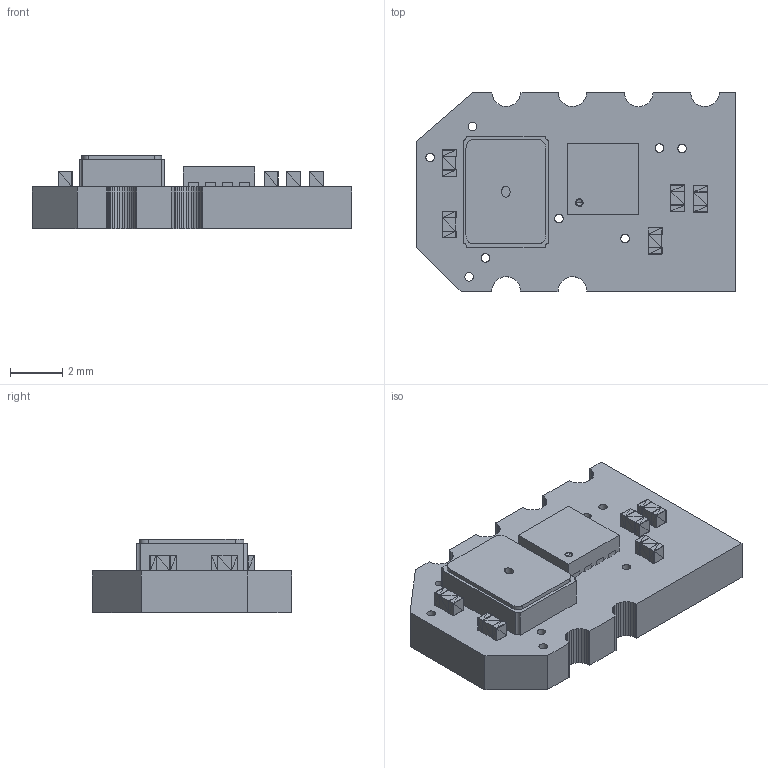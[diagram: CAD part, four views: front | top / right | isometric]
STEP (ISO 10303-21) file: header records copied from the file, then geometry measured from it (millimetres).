
FILE_DESCRIPTION(('for SolidWorks'),'2;1');
FILE_NAME('MEMs.step','2014-07-12T18:17:28',('chris'),(''), 'Open CASCADE STEP processor 6.6','Diptrace','Unknown');
FILE_SCHEMA(('AUTOMOTIVE_DESIGN { 1 0 10303 214 1 1 1 1 }'));
Length unit declared in the file: millimetre
Products named in the file (5): PCB; Board; Model_2; Model_4; cap_0402
Assembly tree (8 placements, depth 2):
  PCB
    Board
    Model_2
    Model_4
    cap_0402  x5
Bounding box: 12.25 x 7.65 x 2.81 mm (x, y, z)
Volume: 137.4 mm3; surface area: 352.7 mm2
Topology: 1 solids, 12 shells, 878 faces, 1646 edges, 769 vertices
Faces by surface type: plane 747, bspline 117, cylinder 14
Full cylindrical faces by diameter (mm): 0.33 x14
Entity records: 12054 total; most frequent: CARTESIAN_POINT 2556, ORIENTED_EDGE 1768, DIRECTION 1179, EDGE_CURVE 900, LINE 575, VECTOR 575, VERTEX_POINT 513, FACE_BOUND 415
